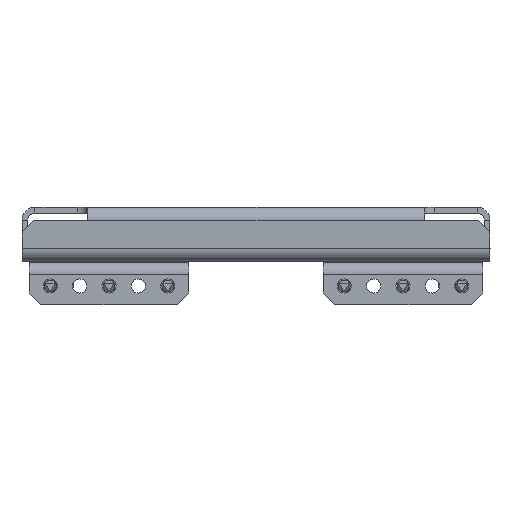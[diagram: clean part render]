
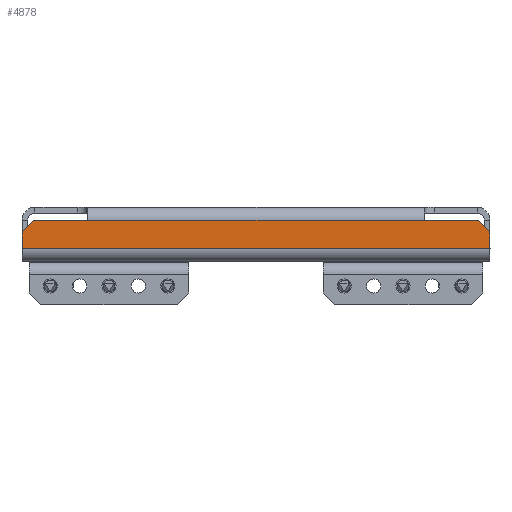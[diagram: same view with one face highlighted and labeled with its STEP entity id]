
A CAD part, left-side view. The second image highlights one B-rep face of the part: STEP entity #4878.
In plain terms, the highlighted planar face has unit normal (-1, 0, 0).
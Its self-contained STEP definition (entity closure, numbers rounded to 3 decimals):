
#14 = EDGE_CURVE ( 'NONE', #2685, #854, #352, .T. ) ;
#251 = DIRECTION ( 'NONE',  ( 0., 0., 1. ) ) ;
#280 = ORIENTED_EDGE ( 'NONE', *, *, #14, .T. ) ;
#328 = ORIENTED_EDGE ( 'NONE', *, *, #8601, .F. ) ;
#352 = LINE ( 'NONE', #2149, #5795 ) ;
#410 = EDGE_CURVE ( 'NONE', #7416, #5367, #2618, .T. ) ;
#578 = DIRECTION ( 'NONE',  ( 0., 0., -1. ) ) ;
#724 = CARTESIAN_POINT ( 'NONE',  ( -249.5, 71.5, -3. ) ) ;
#854 = VERTEX_POINT ( 'NONE', #10226 ) ;
#1044 = LINE ( 'NONE', #1462, #11648 ) ;
#1462 = CARTESIAN_POINT ( 'NONE',  ( -249.5, -99.5, -3. ) ) ;
#1495 = DIRECTION ( 'NONE',  ( 0., -1., 0. ) ) ;
#1735 = LINE ( 'NONE', #4742, #2530 ) ;
#1948 = ORIENTED_EDGE ( 'NONE', *, *, #2450, .T. ) ;
#2010 = VECTOR ( 'NONE', #5911, 1000. ) ;
#2149 = CARTESIAN_POINT ( 'NONE',  ( -249.5, 94.5, -3. ) ) ;
#2192 = CARTESIAN_POINT ( 'NONE',  ( -249.5, -99.5, 0. ) ) ;
#2210 = CARTESIAN_POINT ( 'NONE',  ( -249.5, 71.5, -3. ) ) ;
#2252 = VECTOR ( 'NONE', #3149, 1000. ) ;
#2326 = LINE ( 'NONE', #724, #2010 ) ;
#2450 = EDGE_CURVE ( 'NONE', #854, #7416, #1735, .T. ) ;
#2530 = VECTOR ( 'NONE', #578, 1000. ) ;
#2618 = LINE ( 'NONE', #6879, #8844 ) ;
#2685 = VERTEX_POINT ( 'NONE', #6160 ) ;
#2928 = EDGE_LOOP ( 'NONE', ( #5965, #5836, #328, #3073, #7250, #280, #1948, #6746 ) ) ;
#3073 = ORIENTED_EDGE ( 'NONE', *, *, #11474, .T. ) ;
#3149 = DIRECTION ( 'NONE',  ( 0., -1., 0. ) ) ;
#3205 = EDGE_CURVE ( 'NONE', #10719, #4367, #4906, .T. ) ;
#4367 = VERTEX_POINT ( 'NONE', #11120 ) ;
#4742 = CARTESIAN_POINT ( 'NONE',  ( -249.5, 99.5, 0. ) ) ;
#4878 = ADVANCED_FACE ( 'NONE', ( #5096 ), #9937, .F. ) ;
#4906 = LINE ( 'NONE', #10131, #8759 ) ;
#5096 = FACE_OUTER_BOUND ( 'NONE', #2928, .T. ) ;
#5367 = VERTEX_POINT ( 'NONE', #6620 ) ;
#5640 = DIRECTION ( 'NONE',  ( 1., 0., 0. ) ) ;
#5740 = DIRECTION ( 'NONE',  ( 0., 0., -1. ) ) ;
#5795 = VECTOR ( 'NONE', #9237, 1000. ) ;
#5836 = ORIENTED_EDGE ( 'NONE', *, *, #3205, .T. ) ;
#5911 = DIRECTION ( 'NONE',  ( 0., 1., 0. ) ) ;
#5965 = ORIENTED_EDGE ( 'NONE', *, *, #9360, .T. ) ;
#6160 = CARTESIAN_POINT ( 'NONE',  ( -249.5, 94.5, -3. ) ) ;
#6620 = CARTESIAN_POINT ( 'NONE',  ( -249.5, -99.5, -15. ) ) ;
#6746 = ORIENTED_EDGE ( 'NONE', *, *, #410, .T. ) ;
#6794 = EDGE_CURVE ( 'NONE', #2685, #8676, #1044, .T. ) ;
#6879 = CARTESIAN_POINT ( 'NONE',  ( -249.5, 99.5, -15. ) ) ;
#7250 = ORIENTED_EDGE ( 'NONE', *, *, #6794, .F. ) ;
#7416 = VERTEX_POINT ( 'NONE', #11451 ) ;
#8085 = DIRECTION ( 'NONE',  ( 0., 0.707, 0.707 ) ) ;
#8091 = CARTESIAN_POINT ( 'NONE',  ( -249.5, -71.5, -3. ) ) ;
#8601 = EDGE_CURVE ( 'NONE', #13106, #4367, #13167, .T. ) ;
#8665 = AXIS2_PLACEMENT_3D ( 'NONE', #11920, #5640, #5740 ) ;
#8676 = VERTEX_POINT ( 'NONE', #2210 ) ;
#8759 = VECTOR ( 'NONE', #8085, 1000. ) ;
#8844 = VECTOR ( 'NONE', #9895, 1000. ) ;
#9237 = DIRECTION ( 'NONE',  ( 0., 0.707, -0.707 ) ) ;
#9293 = CARTESIAN_POINT ( 'NONE',  ( -249.5, -99.5, -3. ) ) ;
#9360 = EDGE_CURVE ( 'NONE', #5367, #10719, #12202, .T. ) ;
#9679 = CARTESIAN_POINT ( 'NONE',  ( -249.5, -99.5, -8. ) ) ;
#9895 = DIRECTION ( 'NONE',  ( 0., -1., 0. ) ) ;
#9937 = PLANE ( 'NONE',  #8665 ) ;
#10131 = CARTESIAN_POINT ( 'NONE',  ( -249.5, -99.5, -8. ) ) ;
#10226 = CARTESIAN_POINT ( 'NONE',  ( -249.5, 99.5, -8. ) ) ;
#10276 = VECTOR ( 'NONE', #251, 1000. ) ;
#10719 = VERTEX_POINT ( 'NONE', #9679 ) ;
#11120 = CARTESIAN_POINT ( 'NONE',  ( -249.5, -94.5, -3. ) ) ;
#11451 = CARTESIAN_POINT ( 'NONE',  ( -249.5, 99.5, -15. ) ) ;
#11474 = EDGE_CURVE ( 'NONE', #13106, #8676, #2326, .T. ) ;
#11648 = VECTOR ( 'NONE', #1495, 1000. ) ;
#11920 = CARTESIAN_POINT ( 'NONE',  ( -249.5, 0., 0. ) ) ;
#12202 = LINE ( 'NONE', #2192, #10276 ) ;
#13106 = VERTEX_POINT ( 'NONE', #8091 ) ;
#13167 = LINE ( 'NONE', #9293, #2252 ) ;
